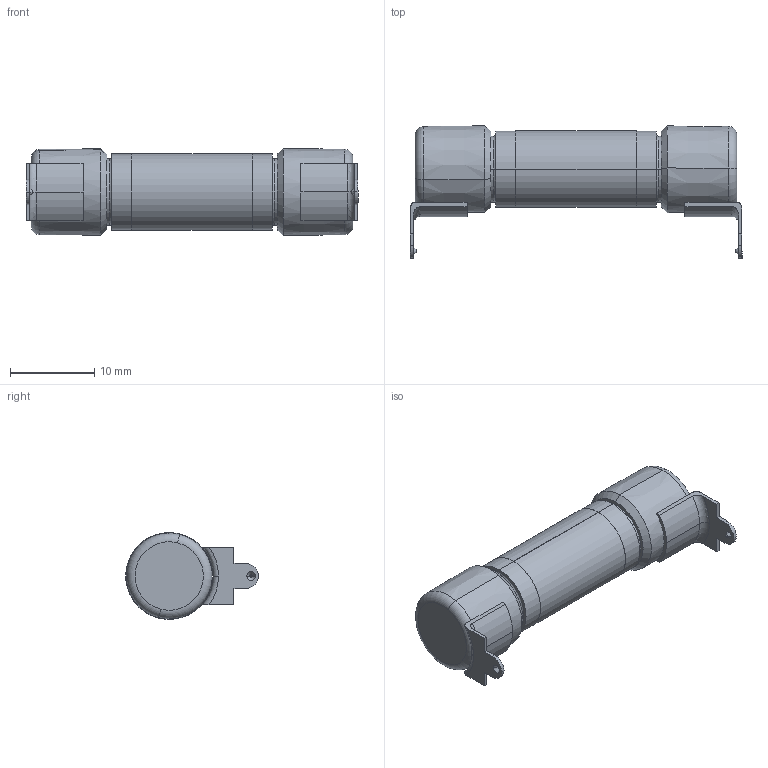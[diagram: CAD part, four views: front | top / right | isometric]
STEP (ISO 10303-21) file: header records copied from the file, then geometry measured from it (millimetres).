
FILE_DESCRIPTION (( 'STEP AP214' ), '1' );
FILE_NAME ('OUT-1201775.STEP', '2023-04-13T16:50:35', ( '' ), ( '' ), 'SwSTEP 2.0', 'SolidWorks 2021', '' );
FILE_SCHEMA (( 'AUTOMOTIVE_DESIGN' ));
Length unit declared in the file: inch
Products named in the file (8): OUT-1201775; 37581; 1202942^OUT-1201775; 240654_-005; 45885_WASHER COMPRESSED; 140115_CRIMPED; 35571_35571 - COMPRESSED; 330100
Assembly tree (11 placements, depth 3):
  OUT-1201775
    240654_-005
      37581
      45885_WASHER COMPRESSED  x2
      35571_35571 - COMPRESSED  x2
      140115_CRIMPED  x2
    330100  x2
    1202942^OUT-1201775
Bounding box: 39.32 x 15.69 x 10.28 mm (x, y, z)
Volume: 1875.9 mm3; surface area: 4540.6 mm2
Topology: 10 solids, 10 shells, 156 faces, 328 edges, 204 vertices
Faces by surface type: plane 50, cylinder 46, torus 32, cone 28
Entity records: 3156 total; most frequent: DIRECTION 566, CARTESIAN_POINT 490, ORIENTED_EDGE 420, AXIS2_PLACEMENT_3D 244, EDGE_CURVE 210, VERTEX_POINT 130, CIRCLE 128, EDGE_LOOP 114
